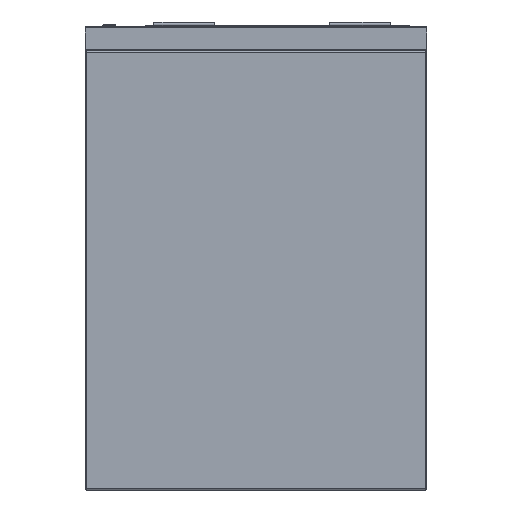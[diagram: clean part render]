
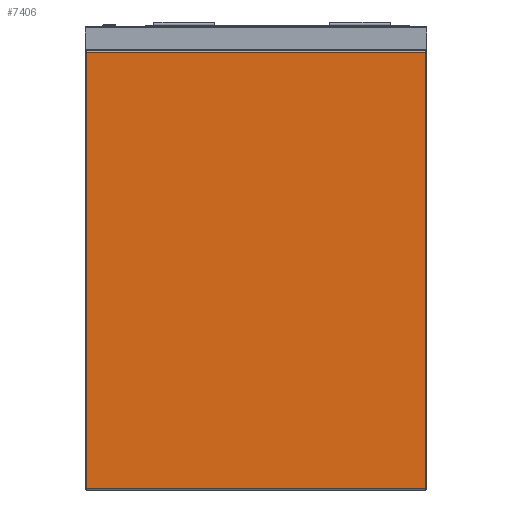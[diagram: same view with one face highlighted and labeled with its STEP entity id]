
A CAD part, left-side view. The second image highlights one B-rep face of the part: STEP entity #7406.
In plain terms, the highlighted planar face has unit normal (-1, 0, 0).
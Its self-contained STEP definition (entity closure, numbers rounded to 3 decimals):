
#625 = DIRECTION ( 'NONE',  ( 0., -1., 0. ) ) ;
#1131 = VECTOR ( 'NONE', #9615, 1000. ) ;
#1892 = VERTEX_POINT ( 'NONE', #19889 ) ;
#1932 = VERTEX_POINT ( 'NONE', #3524 ) ;
#1999 = LINE ( 'NONE', #15859, #1131 ) ;
#2627 = VECTOR ( 'NONE', #11733, 1000. ) ;
#2706 = ORIENTED_EDGE ( 'NONE', *, *, #19707, .T. ) ;
#3227 = VECTOR ( 'NONE', #3521, 1000. ) ;
#3521 = DIRECTION ( 'NONE',  ( 0., -1., 0. ) ) ;
#3524 = CARTESIAN_POINT ( 'NONE',  ( -772.5, 278., -42. ) ) ;
#3754 = EDGE_CURVE ( 'NONE', #1932, #7453, #1999, .T. ) ;
#3847 = CARTESIAN_POINT ( 'NONE',  ( -772.5, 280., -42. ) ) ;
#5322 = EDGE_CURVE ( 'NONE', #7453, #15387, #10999, .T. ) ;
#5542 = VECTOR ( 'NONE', #13681, 1000. ) ;
#7214 = ORIENTED_EDGE ( 'NONE', *, *, #3754, .T. ) ;
#7406 = ADVANCED_FACE ( 'Fl�che7', ( #9971 ), #8655, .T. ) ;
#7453 = VERTEX_POINT ( 'NONE', #19038 ) ;
#7726 = LINE ( 'NONE', #16617, #5542 ) ;
#8310 = CARTESIAN_POINT ( 'NONE',  ( -772.5, -278., -758. ) ) ;
#8655 = PLANE ( 'NONE',  #12247 ) ;
#9011 = ORIENTED_EDGE ( 'NONE', *, *, #9453, .T. ) ;
#9453 = EDGE_CURVE ( 'NONE', #1892, #1932, #17689, .T. ) ;
#9615 = DIRECTION ( 'NONE',  ( 0., 0., -1. ) ) ;
#9971 = FACE_OUTER_BOUND ( 'NONE', #12205, .T. ) ;
#10999 = LINE ( 'NONE', #11110, #3227 ) ;
#11110 = CARTESIAN_POINT ( 'NONE',  ( -772.5, -280., -758. ) ) ;
#11733 = DIRECTION ( 'NONE',  ( 0., 1., 0. ) ) ;
#12205 = EDGE_LOOP ( 'NONE', ( #2706, #9011, #7214, #12394 ) ) ;
#12247 = AXIS2_PLACEMENT_3D ( 'NONE', #19142, #16316, #625 ) ;
#12394 = ORIENTED_EDGE ( 'NONE', *, *, #5322, .T. ) ;
#13681 = DIRECTION ( 'NONE',  ( 0., 0., 1. ) ) ;
#15387 = VERTEX_POINT ( 'NONE', #8310 ) ;
#15859 = CARTESIAN_POINT ( 'NONE',  ( -772.5, 278., -760. ) ) ;
#16316 = DIRECTION ( 'NONE',  ( -1., 0., 0. ) ) ;
#16617 = CARTESIAN_POINT ( 'NONE',  ( -772.5, -278., -760. ) ) ;
#17689 = LINE ( 'NONE', #3847, #2627 ) ;
#19038 = CARTESIAN_POINT ( 'NONE',  ( -772.5, 278., -758. ) ) ;
#19142 = CARTESIAN_POINT ( 'NONE',  ( -772.5, -280., -760. ) ) ;
#19707 = EDGE_CURVE ( 'NONE', #15387, #1892, #7726, .T. ) ;
#19889 = CARTESIAN_POINT ( 'NONE',  ( -772.5, -278., -42. ) ) ;
